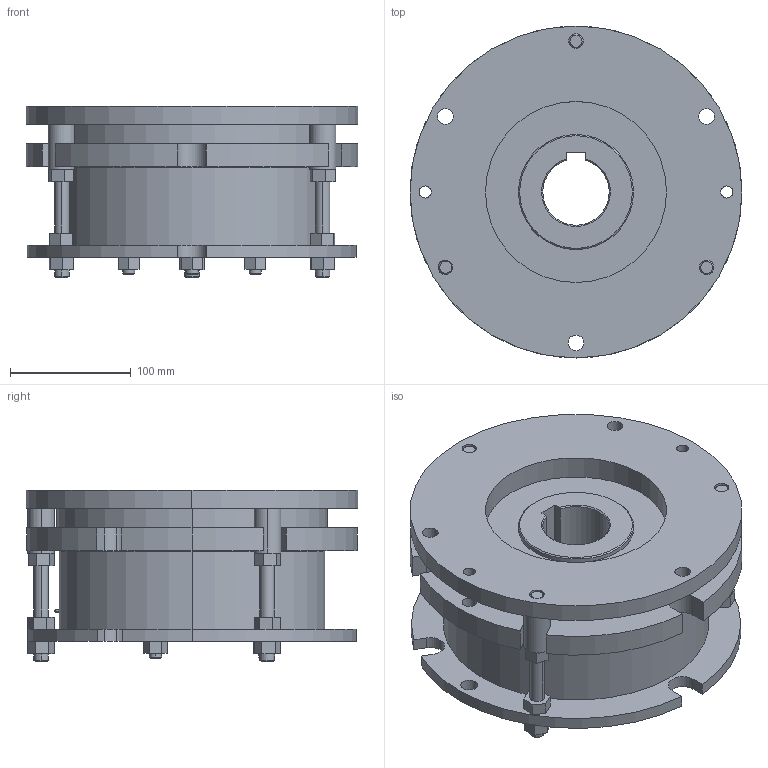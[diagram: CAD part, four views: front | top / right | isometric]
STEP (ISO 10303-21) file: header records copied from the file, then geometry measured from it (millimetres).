
FILE_DESCRIPTION (( 'STEP AP203' ), '1' );
FILE_NAME ('MNB 40K-N_23781900.STEP', '2016-06-07T00:37:03', ( ' ' ), ( '' ), 'SwSTEP 2.0', 'SolidWorks 2009', '' );
FILE_SCHEMA (( 'CONFIG_CONTROL_DESIGN' ));
Length unit declared in the file: millimetre
Products named in the file (1): MNB 40K-N_23781900
Bounding box: 275 x 275 x 142 mm (x, y, z)
Volume: 4823975 mm3; surface area: 455074.7 mm2
Topology: 1 solids, 1 shells, 276 faces, 679 edges, 439 vertices
Faces by surface type: plane 134, cylinder 106, cone 32, torus 4
Entity records: 8549 total; most frequent: CARTESIAN_POINT 1708, DIRECTION 1454, ORIENTED_EDGE 1350, EDGE_CURVE 675, AXIS2_PLACEMENT_3D 519, VERTEX_POINT 439, VECTOR 416, LINE 416
